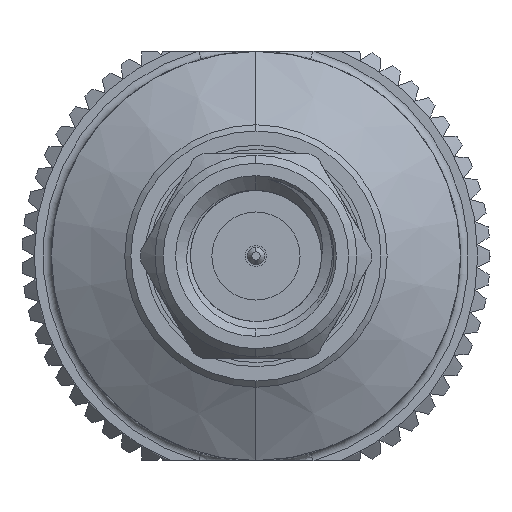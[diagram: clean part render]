
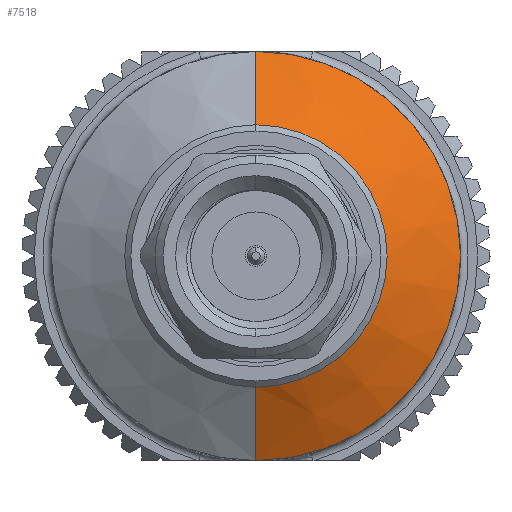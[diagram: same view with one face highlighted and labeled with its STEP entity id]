
A CAD part, left-side view. The second image highlights one B-rep face of the part: STEP entity #7518.
In plain terms, the highlighted conical face has half-angle 60 degrees and reference radius 3.797 mm.
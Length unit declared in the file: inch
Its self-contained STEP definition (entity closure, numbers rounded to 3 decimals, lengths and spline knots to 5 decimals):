
#207 = CARTESIAN_POINT ( 'NONE',  ( -0.24488, 0.56629, 0.75514 ) ) ;
#554 = DIRECTION ( 'NONE',  ( 0., 0., -1. ) ) ;
#903 = LINE ( 'NONE', #9033, #3164 ) ;
#1243 = EDGE_CURVE ( 'NONE', #6820, #1783, #9442, .T. ) ;
#1783 = VERTEX_POINT ( 'NONE', #10354 ) ;
#1866 = CIRCLE ( 'NONE', #7789, 0.16 ) ;
#1977 = DIRECTION ( 'NONE',  ( 0., 0., 1. ) ) ;
#2226 = VERTEX_POINT ( 'NONE', #2955 ) ;
#2422 = AXIS2_PLACEMENT_3D ( 'NONE', #5982, #9222, #1977 ) ;
#2437 = EDGE_LOOP ( 'NONE', ( #9708, #3783, #2538, #6034 ) ) ;
#2538 = ORIENTED_EDGE ( 'NONE', *, *, #1243, .T. ) ;
#2955 = CARTESIAN_POINT ( 'NONE',  ( -0.19321, 0.56629, 1.16464 ) ) ;
#3036 = CARTESIAN_POINT ( 'NONE',  ( -0.25094, 0.56629, 0.91514 ) ) ;
#3164 = VECTOR ( 'NONE', #9689, 39.37008 ) ;
#3740 = DIRECTION ( 'NONE',  ( -1., 0., 0. ) ) ;
#3774 = CIRCLE ( 'NONE', #2422, 0.2495 ) ;
#3783 = ORIENTED_EDGE ( 'NONE', *, *, #7176, .F. ) ;
#3830 = DIRECTION ( 'NONE',  ( 0.5, 0., -0.866 ) ) ;
#4510 = DIRECTION ( 'NONE',  ( 1., 0., 0. ) ) ;
#5007 = VECTOR ( 'NONE', #3830, 39.37008 ) ;
#5558 = VERTEX_POINT ( 'NONE', #8412 ) ;
#5982 = CARTESIAN_POINT ( 'NONE',  ( -0.19321, 0.56629, 0.91514 ) ) ;
#6034 = ORIENTED_EDGE ( 'NONE', *, *, #8593, .F. ) ;
#6772 = CONICAL_SURFACE ( 'NONE', #7962, 0.1495, 1.047 ) ;
#6820 = VERTEX_POINT ( 'NONE', #207 ) ;
#6956 = DIRECTION ( 'NONE',  ( 0., 0., -1. ) ) ;
#7176 = EDGE_CURVE ( 'NONE', #6820, #5558, #1866, .T. ) ;
#7518 = ADVANCED_FACE ( 'NONE', ( #7796 ), #6772, .T. ) ;
#7789 = AXIS2_PLACEMENT_3D ( 'NONE', #8747, #3740, #6956 ) ;
#7796 = FACE_OUTER_BOUND ( 'NONE', #2437, .T. ) ;
#7962 = AXIS2_PLACEMENT_3D ( 'NONE', #3036, #4510, #554 ) ;
#8412 = CARTESIAN_POINT ( 'NONE',  ( -0.24488, 0.56629, 1.07514 ) ) ;
#8593 = EDGE_CURVE ( 'NONE', #2226, #1783, #3774, .T. ) ;
#8747 = CARTESIAN_POINT ( 'NONE',  ( -0.24488, 0.56629, 0.91514 ) ) ;
#8978 = EDGE_CURVE ( 'NONE', #5558, #2226, #903, .T. ) ;
#9033 = CARTESIAN_POINT ( 'NONE',  ( -0.25094, 0.56629, 1.06464 ) ) ;
#9222 = DIRECTION ( 'NONE',  ( 1., 0., 0. ) ) ;
#9442 = LINE ( 'NONE', #10446, #5007 ) ;
#9689 = DIRECTION ( 'NONE',  ( 0.5, 0., 0.866 ) ) ;
#9708 = ORIENTED_EDGE ( 'NONE', *, *, #8978, .F. ) ;
#10354 = CARTESIAN_POINT ( 'NONE',  ( -0.19321, 0.56629, 0.66564 ) ) ;
#10446 = CARTESIAN_POINT ( 'NONE',  ( -0.25094, 0.56629, 0.76564 ) ) ;
